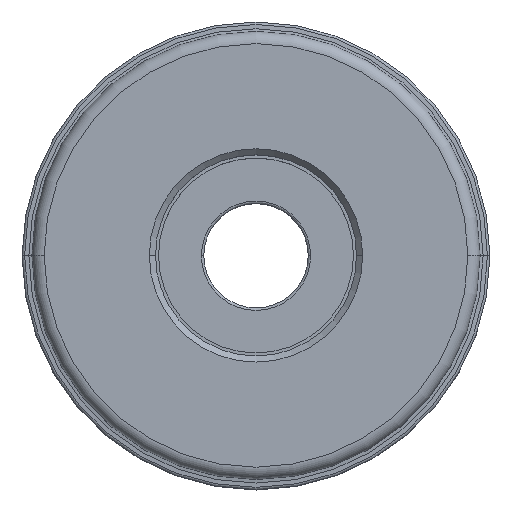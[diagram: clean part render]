
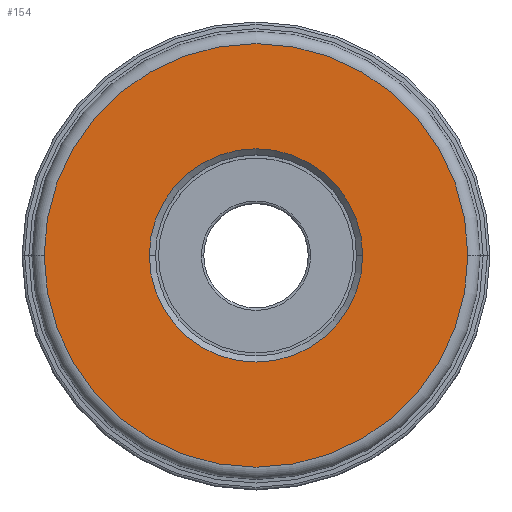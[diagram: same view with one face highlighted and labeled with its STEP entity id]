
A CAD part, top view. The second image highlights one B-rep face of the part: STEP entity #154.
In plain terms, the highlighted planar face has unit normal (0, 0, 1).
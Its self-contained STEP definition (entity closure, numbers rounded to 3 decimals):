
#51=PLANE('',#1492);
#60=FACE_BOUND('',#335,.T.);
#61=FACE_BOUND('',#336,.T.);
#154=ADVANCED_FACE('',(#60,#61),#51,.F.);
#335=EDGE_LOOP('',(#507,#508));
#336=EDGE_LOOP('',(#509,#510));
#507=ORIENTED_EDGE('',*,*,#909,.T.);
#508=ORIENTED_EDGE('',*,*,#910,.T.);
#509=ORIENTED_EDGE('',*,*,#911,.T.);
#510=ORIENTED_EDGE('',*,*,#912,.T.);
#785=VERTEX_POINT('',#2434);
#786=VERTEX_POINT('',#2435);
#787=VERTEX_POINT('',#2438);
#788=VERTEX_POINT('',#2439);
#909=EDGE_CURVE('',#785,#786,#1087,.T.);
#910=EDGE_CURVE('',#786,#785,#1088,.T.);
#911=EDGE_CURVE('',#787,#788,#1089,.T.);
#912=EDGE_CURVE('',#788,#787,#1090,.T.);
#1087=CIRCLE('',#1488,34.5);
#1088=CIRCLE('',#1489,34.5);
#1089=CIRCLE('',#1490,17.375);
#1090=CIRCLE('',#1491,17.375);
#1488=AXIS2_PLACEMENT_3D('',#2433,#1822,#1823);
#1489=AXIS2_PLACEMENT_3D('',#2436,#1824,#1825);
#1490=AXIS2_PLACEMENT_3D('',#2437,#1826,#1827);
#1491=AXIS2_PLACEMENT_3D('',#2440,#1828,#1829);
#1492=AXIS2_PLACEMENT_3D('',#2441,#1830,#1831);
#1822=DIRECTION('',(0.,0.,1.));
#1823=DIRECTION('',(1.,0.,0.));
#1824=DIRECTION('',(0.,0.,1.));
#1825=DIRECTION('',(-1.,0.,0.));
#1826=DIRECTION('',(0.,0.,-1.));
#1827=DIRECTION('',(-1.,0.,0.));
#1828=DIRECTION('',(0.,0.,-1.));
#1829=DIRECTION('',(1.,0.,0.));
#1830=DIRECTION('',(0.,0.,-1.));
#1831=DIRECTION('',(1.,0.,0.));
#2433=CARTESIAN_POINT('',(0.,0.,0.));
#2434=CARTESIAN_POINT('',(34.5,0.,0.));
#2435=CARTESIAN_POINT('',(-34.5,0.,0.));
#2436=CARTESIAN_POINT('',(0.,0.,0.));
#2437=CARTESIAN_POINT('',(0.,0.,0.));
#2438=CARTESIAN_POINT('',(-17.375,0.,0.));
#2439=CARTESIAN_POINT('',(17.375,0.,0.));
#2440=CARTESIAN_POINT('',(0.,0.,0.));
#2441=CARTESIAN_POINT('',(0.,0.,0.));
